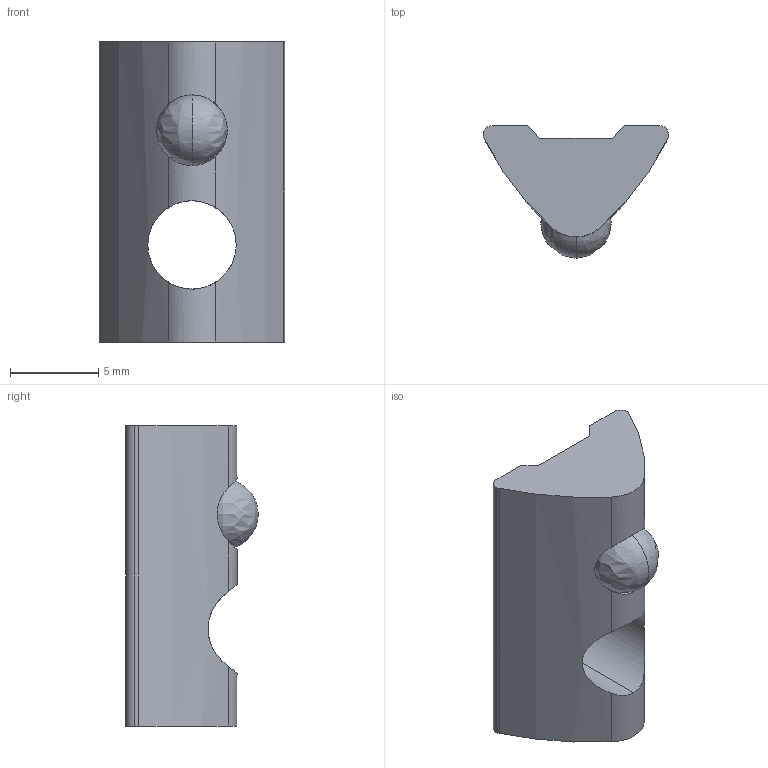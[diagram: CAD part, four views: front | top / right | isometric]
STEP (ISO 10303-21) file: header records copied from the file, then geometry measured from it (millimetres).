
FILE_DESCRIPTION (( 'STEP AP214' ), '1' );
FILE_NAME ('262200103.STEP', '2014-02-19T08:14:59', ( '' ), ( '' ), 'SwSTEP 2.0', 'SolidWorks 2014', '' );
FILE_SCHEMA (( 'AUTOMOTIVE_DESIGN' ));
Length unit declared in the file: millimetre
Products named in the file (1): 262200103
Bounding box: 10.5 x 7.5 x 17 mm (x, y, z)
Volume: 562.3 mm3; surface area: 697.2 mm2
Topology: 2 solids, 2 shells, 23 faces, 69 edges, 44 vertices
Faces by surface type: cylinder 12, plane 9, bspline 2
Entity records: 916 total; most frequent: CARTESIAN_POINT 289, ORIENTED_EDGE 130, DIRECTION 115, EDGE_CURVE 65, VERTEX_POINT 44, AXIS2_PLACEMENT_3D 42, VECTOR 31, LINE 31
